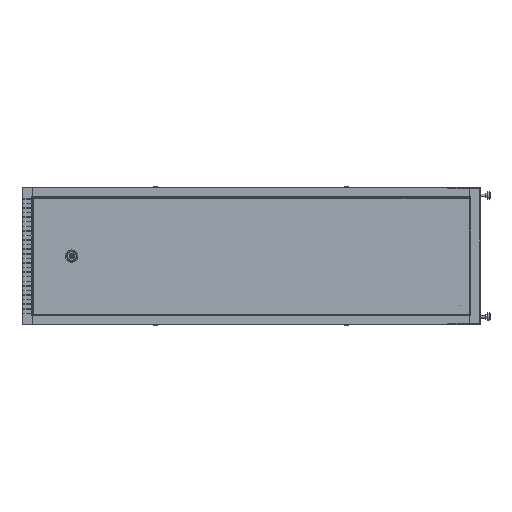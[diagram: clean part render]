
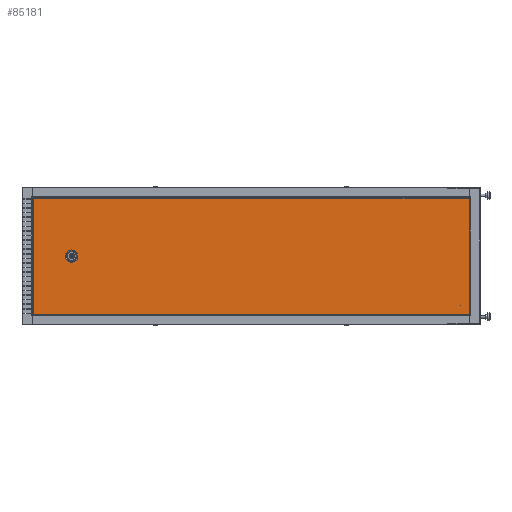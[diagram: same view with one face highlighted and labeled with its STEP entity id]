
A CAD part, left-side view. The second image highlights one B-rep face of the part: STEP entity #85181.
In plain terms, the highlighted planar face has unit normal (-1, 0, 0).
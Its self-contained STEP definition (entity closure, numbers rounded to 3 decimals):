
#749 = ORIENTED_EDGE ( 'NONE', *, *, #93321, .T. ) ;
#948 = CIRCLE ( 'NONE', #90648, 26.916 ) ;
#1861 = LINE ( 'NONE', #87158, #69406 ) ;
#4886 = EDGE_CURVE ( 'NONE', #46097, #98581, #77857, .T. ) ;
#4990 = DIRECTION ( 'NONE',  ( 1., 0., 0. ) ) ;
#5028 = EDGE_CURVE ( 'NONE', #34712, #46097, #22249, .T. ) ;
#15600 = DIRECTION ( 'NONE',  ( 0., 0., 1. ) ) ;
#15700 = DIRECTION ( 'NONE',  ( 0., 1., 0. ) ) ;
#18480 = DIRECTION ( 'NONE',  ( 0., 0., 1. ) ) ;
#22249 = LINE ( 'NONE', #55851, #61478 ) ;
#22562 = CARTESIAN_POINT ( 'NONE',  ( -300., 782.6, 0. ) ) ;
#22936 = EDGE_CURVE ( 'NONE', #98581, #69412, #73975, .T. ) ;
#23851 = CARTESIAN_POINT ( 'NONE',  ( -300., -951.6, -254.059 ) ) ;
#25881 = CARTESIAN_POINT ( 'NONE',  ( -300., 809.516, 0. ) ) ;
#26758 = FACE_OUTER_BOUND ( 'NONE', #69771, .T. ) ;
#27579 = CARTESIAN_POINT ( 'NONE',  ( -300., -951.6, 253.2 ) ) ;
#28358 = CARTESIAN_POINT ( 'NONE',  ( -300., -951.6, -253.2 ) ) ;
#32113 = ORIENTED_EDGE ( 'NONE', *, *, #5028, .T. ) ;
#34712 = VERTEX_POINT ( 'NONE', #91851 ) ;
#37220 = DIRECTION ( 'NONE',  ( -1., 0., 0. ) ) ;
#38066 = VERTEX_POINT ( 'NONE', #25881 ) ;
#38785 = DIRECTION ( 'NONE',  ( 0., 0., -1. ) ) ;
#41523 = ORIENTED_EDGE ( 'NONE', *, *, #22936, .T. ) ;
#41903 = VECTOR ( 'NONE', #15600, 1000. ) ;
#44196 = DIRECTION ( 'NONE',  ( 0., 1., 0. ) ) ;
#44899 = FACE_BOUND ( 'NONE', #60881, .T. ) ;
#45945 = DIRECTION ( 'NONE',  ( 0., -1., 0. ) ) ;
#46097 = VERTEX_POINT ( 'NONE', #67998 ) ;
#55851 = CARTESIAN_POINT ( 'NONE',  ( -300., 950.8, 254.059 ) ) ;
#57157 = CIRCLE ( 'NONE', #95844, 26.916 ) ;
#60881 = EDGE_LOOP ( 'NONE', ( #63496, #749 ) ) ;
#61478 = VECTOR ( 'NONE', #38785, 1000. ) ;
#63496 = ORIENTED_EDGE ( 'NONE', *, *, #107114, .T. ) ;
#67998 = CARTESIAN_POINT ( 'NONE',  ( -300., 950.8, -253.2 ) ) ;
#69406 = VECTOR ( 'NONE', #44196, 1000. ) ;
#69412 = VERTEX_POINT ( 'NONE', #27579 ) ;
#69771 = EDGE_LOOP ( 'NONE', ( #32113, #89985, #41523, #99344 ) ) ;
#73975 = LINE ( 'NONE', #23851, #41903 ) ;
#77857 = LINE ( 'NONE', #86688, #86068 ) ;
#77927 = PLANE ( 'NONE',  #88899 ) ;
#78498 = CARTESIAN_POINT ( 'NONE',  ( -300., -0.4, 0. ) ) ;
#80146 = EDGE_CURVE ( 'NONE', #69412, #34712, #1861, .T. ) ;
#80946 = DIRECTION ( 'NONE',  ( 0., 1., 0. ) ) ;
#83127 = CARTESIAN_POINT ( 'NONE',  ( -300., 755.684, 0. ) ) ;
#85181 = ADVANCED_FACE ( 'NONE', ( #44899, #26758 ), #77927, .T. ) ;
#86068 = VECTOR ( 'NONE', #45945, 1000. ) ;
#86688 = CARTESIAN_POINT ( 'NONE',  ( -300., 951.659, -253.2 ) ) ;
#87158 = CARTESIAN_POINT ( 'NONE',  ( -300., -952.459, 253.2 ) ) ;
#88899 = AXIS2_PLACEMENT_3D ( 'NONE', #78498, #37220, #18480 ) ;
#89985 = ORIENTED_EDGE ( 'NONE', *, *, #4886, .T. ) ;
#90066 = CARTESIAN_POINT ( 'NONE',  ( -300., 782.6, 0. ) ) ;
#90606 = DIRECTION ( 'NONE',  ( 1., 0., 0. ) ) ;
#90648 = AXIS2_PLACEMENT_3D ( 'NONE', #22562, #4990, #80946 ) ;
#91851 = CARTESIAN_POINT ( 'NONE',  ( -300., 950.8, 253.2 ) ) ;
#93321 = EDGE_CURVE ( 'NONE', #107502, #38066, #948, .T. ) ;
#95844 = AXIS2_PLACEMENT_3D ( 'NONE', #90066, #90606, #15700 ) ;
#98581 = VERTEX_POINT ( 'NONE', #28358 ) ;
#99344 = ORIENTED_EDGE ( 'NONE', *, *, #80146, .T. ) ;
#107114 = EDGE_CURVE ( 'NONE', #38066, #107502, #57157, .T. ) ;
#107502 = VERTEX_POINT ( 'NONE', #83127 ) ;
